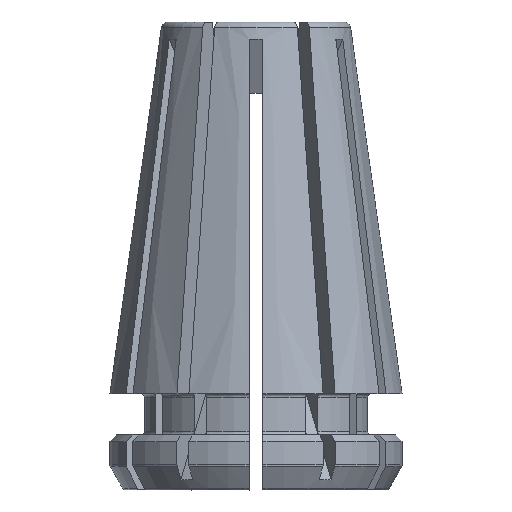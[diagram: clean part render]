
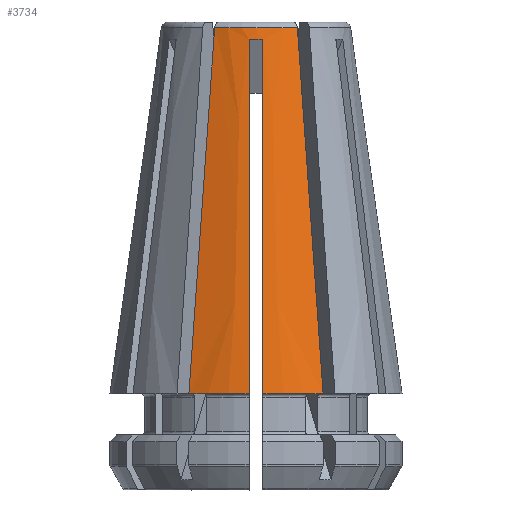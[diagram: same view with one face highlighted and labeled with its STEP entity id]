
A CAD part, left-side view. The second image highlights one B-rep face of the part: STEP entity #3734.
In plain terms, the highlighted conical face has half-angle 8 degrees and reference radius 4.25 mm.
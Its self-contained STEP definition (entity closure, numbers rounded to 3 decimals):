
#88=CONICAL_SURFACE('',#4035,4.25,0.14);
#108=ELLIPSE('',#4036,8.513,3.719);
#215=B_SPLINE_CURVE_WITH_KNOTS('',3,(#6048,#6049,#6050,#6051,#6052,#6053,
#6054,#6055,#6056,#6057),.UNSPECIFIED.,.F.,.F.,(4,3,3,4),(0.012,
0.013,0.018,0.023),.UNSPECIFIED.);
#216=B_SPLINE_CURVE_WITH_KNOTS('',3,(#6062,#6063,#6064,#6065,#6066,#6067,
#6068,#6069,#6070,#6071),.UNSPECIFIED.,.F.,.F.,(4,3,3,4),(0.012,
0.013,0.018,0.023),.UNSPECIFIED.);
#217=B_SPLINE_CURVE_WITH_KNOTS('',3,(#6075,#6076,#6077,#6078,#6079,#6080,
#6081),.UNSPECIFIED.,.F.,.F.,(4,3,4),(0.,0.007,
0.011),.UNSPECIFIED.);
#218=B_SPLINE_CURVE_WITH_KNOTS('',3,(#6085,#6086,#6087,#6088,#6089,#6090,
#6091),.UNSPECIFIED.,.F.,.F.,(4,3,4),(0.,0.007,
0.011),.UNSPECIFIED.);
#382=CIRCLE('',#4037,4.25);
#383=CIRCLE('',#4038,2.756);
#384=CIRCLE('',#4039,4.25);
#816=ORIENTED_EDGE('',*,*,#1930,.F.);
#817=ORIENTED_EDGE('',*,*,#1931,.T.);
#818=ORIENTED_EDGE('',*,*,#1932,.T.);
#819=ORIENTED_EDGE('',*,*,#1933,.T.);
#820=ORIENTED_EDGE('',*,*,#1934,.T.);
#821=ORIENTED_EDGE('',*,*,#1935,.F.);
#822=ORIENTED_EDGE('',*,*,#1936,.F.);
#823=ORIENTED_EDGE('',*,*,#1937,.T.);
#1930=EDGE_CURVE('',#2472,#2473,#215,.T.);
#1931=EDGE_CURVE('',#2472,#2474,#108,.T.);
#1932=EDGE_CURVE('',#2474,#2475,#216,.T.);
#1933=EDGE_CURVE('',#2475,#2476,#382,.T.);
#1934=EDGE_CURVE('',#2476,#2477,#217,.T.);
#1935=EDGE_CURVE('',#2478,#2477,#383,.T.);
#1936=EDGE_CURVE('',#2479,#2478,#218,.T.);
#1937=EDGE_CURVE('',#2479,#2473,#384,.T.);
#2472=VERTEX_POINT('',#6058);
#2473=VERTEX_POINT('',#6059);
#2474=VERTEX_POINT('',#6061);
#2475=VERTEX_POINT('',#6072);
#2476=VERTEX_POINT('',#6074);
#2477=VERTEX_POINT('',#6082);
#2478=VERTEX_POINT('',#6084);
#2479=VERTEX_POINT('',#6092);
#3250=EDGE_LOOP('',(#816,#817,#818,#819,#820,#821,#822,#823));
#3456=FACE_BOUND('',#3250,.T.);
#3734=ADVANCED_FACE('',(#3456),#88,.T.);
#4035=AXIS2_PLACEMENT_3D('',#6047,#4692,#4693);
#4036=AXIS2_PLACEMENT_3D('',#6060,#4694,#4695);
#4037=AXIS2_PLACEMENT_3D('',#6073,#4696,#4697);
#4038=AXIS2_PLACEMENT_3D('',#6083,#4698,#4699);
#4039=AXIS2_PLACEMENT_3D('',#6093,#4700,#4701);
#4692=DIRECTION('',(0.,0.,-1.));
#4693=DIRECTION('',(-1.,0.,0.));
#4694=DIRECTION('',(0.891,0.,0.454));
#4695=DIRECTION('',(0.454,0.,-0.891));
#4696=DIRECTION('',(0.,0.,1.));
#4697=DIRECTION('',(1.,0.,0.));
#4698=DIRECTION('',(0.,0.,1.));
#4699=DIRECTION('',(1.,0.,0.));
#4700=DIRECTION('',(0.,0.,1.));
#4701=DIRECTION('',(1.,0.,0.));
#6047=CARTESIAN_POINT('',(0.,0.,2.8));
#6048=CARTESIAN_POINT('',(-2.797,0.2,13.089));
#6049=CARTESIAN_POINT('',(-2.816,0.2,12.956));
#6050=CARTESIAN_POINT('',(-2.834,0.2,12.824));
#6051=CARTESIAN_POINT('',(-2.853,0.2,12.691));
#6052=CARTESIAN_POINT('',(-3.086,0.2,11.034));
#6053=CARTESIAN_POINT('',(-3.32,0.2,9.377));
#6054=CARTESIAN_POINT('',(-3.553,0.2,7.72));
#6055=CARTESIAN_POINT('',(-3.784,0.2,6.08));
#6056=CARTESIAN_POINT('',(-4.015,0.2,4.44));
#6057=CARTESIAN_POINT('',(-4.245,0.2,2.8));
#6058=CARTESIAN_POINT('',(-2.797,0.2,13.089));
#6059=CARTESIAN_POINT('',(-4.245,0.2,2.8));
#6060=CARTESIAN_POINT('',(1.066,0.,5.516));
#6061=CARTESIAN_POINT('',(-2.797,-0.2,13.089));
#6062=CARTESIAN_POINT('',(-2.797,-0.2,13.089));
#6063=CARTESIAN_POINT('',(-2.816,-0.2,12.956));
#6064=CARTESIAN_POINT('',(-2.834,-0.2,12.824));
#6065=CARTESIAN_POINT('',(-2.853,-0.2,12.691));
#6066=CARTESIAN_POINT('',(-3.086,-0.2,11.034));
#6067=CARTESIAN_POINT('',(-3.32,-0.2,9.377));
#6068=CARTESIAN_POINT('',(-3.553,-0.2,7.72));
#6069=CARTESIAN_POINT('',(-3.784,-0.2,6.08));
#6070=CARTESIAN_POINT('',(-4.015,-0.2,4.44));
#6071=CARTESIAN_POINT('',(-4.245,-0.2,2.8));
#6072=CARTESIAN_POINT('',(-4.245,-0.2,2.8));
#6073=CARTESIAN_POINT('',(0.,0.,2.8));
#6074=CARTESIAN_POINT('',(-3.777,-1.949,2.8));
#6075=CARTESIAN_POINT('',(-3.777,-1.949,2.8));
#6076=CARTESIAN_POINT('',(-3.476,-1.776,5.263));
#6077=CARTESIAN_POINT('',(-3.176,-1.603,7.726));
#6078=CARTESIAN_POINT('',(-2.876,-1.429,10.189));
#6079=CARTESIAN_POINT('',(-2.744,-1.353,11.268));
#6080=CARTESIAN_POINT('',(-2.613,-1.277,12.348));
#6081=CARTESIAN_POINT('',(-2.481,-1.201,13.428));
#6082=CARTESIAN_POINT('',(-2.481,-1.201,13.428));
#6083=CARTESIAN_POINT('',(0.,0.,13.428));
#6084=CARTESIAN_POINT('',(-2.481,1.201,13.428));
#6085=CARTESIAN_POINT('',(-3.777,1.949,2.8));
#6086=CARTESIAN_POINT('',(-3.476,1.776,5.263));
#6087=CARTESIAN_POINT('',(-3.176,1.603,7.726));
#6088=CARTESIAN_POINT('',(-2.876,1.429,10.189));
#6089=CARTESIAN_POINT('',(-2.744,1.353,11.268));
#6090=CARTESIAN_POINT('',(-2.613,1.277,12.348));
#6091=CARTESIAN_POINT('',(-2.481,1.201,13.428));
#6092=CARTESIAN_POINT('',(-3.777,1.949,2.8));
#6093=CARTESIAN_POINT('',(0.,0.,2.8));
